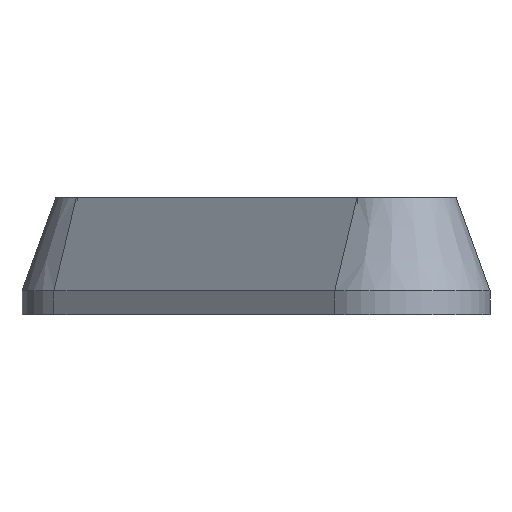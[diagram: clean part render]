
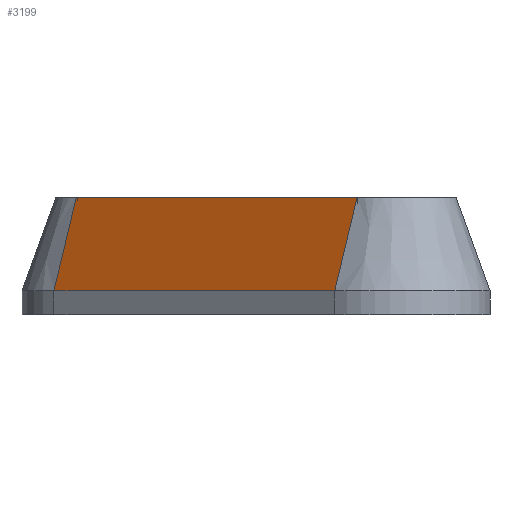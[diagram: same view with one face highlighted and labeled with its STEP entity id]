
A CAD part, front view. The second image highlights one B-rep face of the part: STEP entity #3199.
In plain terms, the highlighted planar face has unit normal (-0.619, -0.707, 0.342).
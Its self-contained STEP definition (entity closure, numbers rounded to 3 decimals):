
#117=DIRECTION('',(0.753,-0.659,0.));
#118=VECTOR('',#117,31.89);
#119=CARTESIAN_POINT('',(-35.358,-55.208,10.));
#120=LINE('',#119,#118);
#1426=DIRECTION('',(-0.225,-0.257,-0.94));
#1427=VECTOR('',#1426,8.479);
#1428=CARTESIAN_POINT('',(-11.358,-76.208,
10.));
#1429=LINE('',#1428,#1427);
#1435=DIRECTION('',(0.753,-0.659,0.));
#1436=VECTOR('',#1435,31.89);
#1437=CARTESIAN_POINT('',(-37.268,-57.39,
2.032));
#1438=LINE('',#1437,#1436);
#1447=DIRECTION('',(-0.225,-0.257,-0.94));
#1448=VECTOR('',#1447,8.479);
#1449=CARTESIAN_POINT('',(-35.358,-55.208,10.));
#1450=LINE('',#1449,#1448);
#1528=CARTESIAN_POINT('',(-35.358,-55.208,10.));
#1529=VERTEX_POINT('',#1528);
#1530=CARTESIAN_POINT('',(-37.268,-57.39,
2.032));
#1531=VERTEX_POINT('',#1530);
#1532=CARTESIAN_POINT('',(-11.358,-76.208,
10.));
#1533=VERTEX_POINT('',#1532);
#1534=CARTESIAN_POINT('',(-13.268,-78.39,
2.032));
#1535=VERTEX_POINT('',#1534);
#3187=CARTESIAN_POINT('',(-24.313,-66.799,
6.016));
#3188=DIRECTION('',(-0.619,-0.707,0.342));
#3189=DIRECTION('',(-0.225,-0.257,-0.94));
#3190=AXIS2_PLACEMENT_3D('',#3187,#3188,#3189);
#3191=PLANE('',#3190);
#3192=ORIENTED_EDGE('',*,*,#1795,.T.);
#3193=ORIENTED_EDGE('',*,*,#3155,.T.);
#3194=ORIENTED_EDGE('',*,*,#3178,.F.);
#3196=ORIENTED_EDGE('',*,*,#3195,.F.);
#3197=EDGE_LOOP('',(#3192,#3193,#3194,#3196));
#3198=FACE_OUTER_BOUND('',#3197,.F.);
#3199=ADVANCED_FACE('',(#3198),#3191,.T.);
#1795=EDGE_CURVE('',#1529,#1533,#120,.T.);
#3155=EDGE_CURVE('',#1533,#1535,#1429,.T.);
#3178=EDGE_CURVE('',#1531,#1535,#1438,.T.);
#3195=EDGE_CURVE('',#1529,#1531,#1450,.T.);
